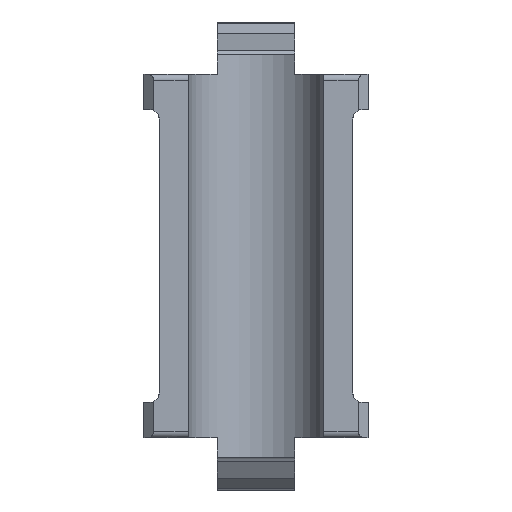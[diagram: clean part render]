
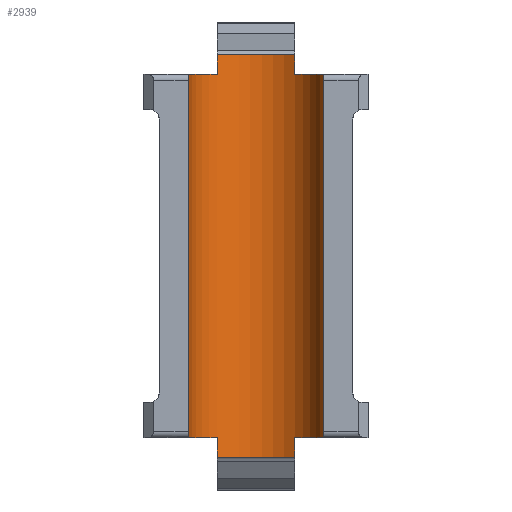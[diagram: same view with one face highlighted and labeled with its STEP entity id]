
A CAD part, front view. The second image highlights one B-rep face of the part: STEP entity #2939.
In plain terms, the highlighted cylindrical face has radius 3.5 mm (diameter 7 mm), a partial arc.
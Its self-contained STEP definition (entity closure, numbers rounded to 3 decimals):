
#325 = AXIS2_PLACEMENT_3D ( 'NONE', #2202, #14627, #17240 ) ;
#446 = CARTESIAN_POINT ( 'NONE',  ( 0., -2., -9.4 ) ) ;
#536 = EDGE_CURVE ( 'NONE', #7155, #10891, #11783, .T. ) ;
#686 = CARTESIAN_POINT ( 'NONE',  ( 0., -2., 10.4 ) ) ;
#701 = CARTESIAN_POINT ( 'NONE',  ( 3.5, -2., 9.4 ) ) ;
#807 = VERTEX_POINT ( 'NONE', #14457 ) ;
#895 = VERTEX_POINT ( 'NONE', #6829 ) ;
#1041 = ORIENTED_EDGE ( 'NONE', *, *, #5083, .F. ) ;
#1106 = DIRECTION ( 'NONE',  ( 0., 0., 1. ) ) ;
#1464 = CARTESIAN_POINT ( 'NONE',  ( 2., 0.872, -10.4 ) ) ;
#1562 = AXIS2_PLACEMENT_3D ( 'NONE', #12585, #7122, #12767 ) ;
#1591 = CIRCLE ( 'NONE', #14266, 3.5 ) ;
#1656 = VECTOR ( 'NONE', #2225, 1000. ) ;
#1771 = CIRCLE ( 'NONE', #325, 3.5 ) ;
#2202 = CARTESIAN_POINT ( 'NONE',  ( 0., -2., 9.4 ) ) ;
#2225 = DIRECTION ( 'NONE',  ( 0., 0., 1. ) ) ;
#2420 = CARTESIAN_POINT ( 'NONE',  ( -2., 0.872, 9.4 ) ) ;
#2467 = DIRECTION ( 'NONE',  ( 1., 0., 0. ) ) ;
#2485 = EDGE_CURVE ( 'NONE', #16839, #12452, #1591, .T. ) ;
#2635 = VERTEX_POINT ( 'NONE', #9385 ) ;
#2833 = LINE ( 'NONE', #9209, #17027 ) ;
#2842 = CARTESIAN_POINT ( 'NONE',  ( -3.5, -2., 11.848 ) ) ;
#2939 = ADVANCED_FACE ( 'NONE', ( #3753 ), #14105, .F. ) ;
#3091 = ORIENTED_EDGE ( 'NONE', *, *, #12866, .F. ) ;
#3116 = VERTEX_POINT ( 'NONE', #701 ) ;
#3522 = ORIENTED_EDGE ( 'NONE', *, *, #11977, .T. ) ;
#3753 = FACE_OUTER_BOUND ( 'NONE', #11054, .T. ) ;
#4032 = AXIS2_PLACEMENT_3D ( 'NONE', #686, #4849, #10348 ) ;
#4849 = DIRECTION ( 'NONE',  ( 0., 0., 1. ) ) ;
#5083 = EDGE_CURVE ( 'NONE', #12452, #807, #6278, .T. ) ;
#5355 = AXIS2_PLACEMENT_3D ( 'NONE', #13676, #15056, #5416 ) ;
#5416 = DIRECTION ( 'NONE',  ( -1., 0., 0. ) ) ;
#5659 = LINE ( 'NONE', #10401, #10396 ) ;
#5752 = VERTEX_POINT ( 'NONE', #1464 ) ;
#6180 = VECTOR ( 'NONE', #1106, 1000. ) ;
#6278 = LINE ( 'NONE', #2842, #13586 ) ;
#6426 = CARTESIAN_POINT ( 'NONE',  ( -2., 0.872, 10.4 ) ) ;
#6427 = CARTESIAN_POINT ( 'NONE',  ( 3.5, -2., 11.848 ) ) ;
#6548 = DIRECTION ( 'NONE',  ( 0., 0., 1. ) ) ;
#6761 = ORIENTED_EDGE ( 'NONE', *, *, #8748, .F. ) ;
#6829 = CARTESIAN_POINT ( 'NONE',  ( 2., 0.872, -9.4 ) ) ;
#6967 = ORIENTED_EDGE ( 'NONE', *, *, #15385, .F. ) ;
#7122 = DIRECTION ( 'NONE',  ( 0., 0., -1. ) ) ;
#7155 = VERTEX_POINT ( 'NONE', #14932 ) ;
#7194 = EDGE_CURVE ( 'NONE', #2635, #5752, #10085, .T. ) ;
#7527 = ORIENTED_EDGE ( 'NONE', *, *, #2485, .F. ) ;
#7719 = AXIS2_PLACEMENT_3D ( 'NONE', #446, #15342, #8570 ) ;
#8082 = AXIS2_PLACEMENT_3D ( 'NONE', #14903, #17697, #16216 ) ;
#8570 = DIRECTION ( 'NONE',  ( 1., 0., 0. ) ) ;
#8748 = EDGE_CURVE ( 'NONE', #895, #5752, #5659, .T. ) ;
#8810 = ORIENTED_EDGE ( 'NONE', *, *, #16719, .T. ) ;
#9209 = CARTESIAN_POINT ( 'NONE',  ( -2., 0.872, 9.4 ) ) ;
#9210 = LINE ( 'NONE', #17507, #6180 ) ;
#9382 = VERTEX_POINT ( 'NONE', #17719 ) ;
#9385 = CARTESIAN_POINT ( 'NONE',  ( -2., 0.872, -10.4 ) ) ;
#9435 = CARTESIAN_POINT ( 'NONE',  ( 2., 0.872, 10.4 ) ) ;
#9731 = CIRCLE ( 'NONE', #8082, 3.5 ) ;
#9783 = ORIENTED_EDGE ( 'NONE', *, *, #16827, .F. ) ;
#10085 = CIRCLE ( 'NONE', #5355, 3.5 ) ;
#10141 = VERTEX_POINT ( 'NONE', #2420 ) ;
#10348 = DIRECTION ( 'NONE',  ( 1., 0., 0. ) ) ;
#10396 = VECTOR ( 'NONE', #12194, 1000. ) ;
#10401 = CARTESIAN_POINT ( 'NONE',  ( 2., 0.872, -9.4 ) ) ;
#10517 = CARTESIAN_POINT ( 'NONE',  ( 0., -2., -9.4 ) ) ;
#10602 = VERTEX_POINT ( 'NONE', #6426 ) ;
#10891 = VERTEX_POINT ( 'NONE', #16713 ) ;
#11054 = EDGE_LOOP ( 'NONE', ( #3522, #16688, #13768, #8810, #6967, #9783, #1041, #7527, #3091, #16002, #6761, #12748 ) ) ;
#11783 = LINE ( 'NONE', #9435, #14571 ) ;
#11977 = EDGE_CURVE ( 'NONE', #9382, #3116, #16310, .T. ) ;
#11979 = CARTESIAN_POINT ( 'NONE',  ( -3.5, -2., -9.4 ) ) ;
#12194 = DIRECTION ( 'NONE',  ( 0., 0., -1. ) ) ;
#12452 = VERTEX_POINT ( 'NONE', #11979 ) ;
#12585 = CARTESIAN_POINT ( 'NONE',  ( 0., -2., 11.848 ) ) ;
#12667 = DIRECTION ( 'NONE',  ( 0., 0., 1. ) ) ;
#12748 = ORIENTED_EDGE ( 'NONE', *, *, #15091, .F. ) ;
#12767 = DIRECTION ( 'NONE',  ( -1., 0., 0. ) ) ;
#12866 = EDGE_CURVE ( 'NONE', #2635, #16839, #9210, .T. ) ;
#13586 = VECTOR ( 'NONE', #12667, 1000. ) ;
#13599 = CIRCLE ( 'NONE', #4032, 3.5 ) ;
#13676 = CARTESIAN_POINT ( 'NONE',  ( 0., -2., -10.4 ) ) ;
#13768 = ORIENTED_EDGE ( 'NONE', *, *, #536, .F. ) ;
#14071 = CIRCLE ( 'NONE', #7719, 3.5 ) ;
#14105 = CYLINDRICAL_SURFACE ( 'NONE', #1562, 3.5 ) ;
#14266 = AXIS2_PLACEMENT_3D ( 'NONE', #10517, #6548, #2467 ) ;
#14457 = CARTESIAN_POINT ( 'NONE',  ( -3.5, -2., 9.4 ) ) ;
#14571 = VECTOR ( 'NONE', #16488, 1000. ) ;
#14627 = DIRECTION ( 'NONE',  ( 0., 0., -1. ) ) ;
#14779 = DIRECTION ( 'NONE',  ( 0., 0., 1. ) ) ;
#14862 = EDGE_CURVE ( 'NONE', #10891, #3116, #1771, .T. ) ;
#14903 = CARTESIAN_POINT ( 'NONE',  ( 0., -2., 9.4 ) ) ;
#14932 = CARTESIAN_POINT ( 'NONE',  ( 2., 0.872, 10.4 ) ) ;
#15056 = DIRECTION ( 'NONE',  ( 0., 0., -1. ) ) ;
#15091 = EDGE_CURVE ( 'NONE', #9382, #895, #14071, .T. ) ;
#15342 = DIRECTION ( 'NONE',  ( 0., 0., 1. ) ) ;
#15385 = EDGE_CURVE ( 'NONE', #10141, #10602, #2833, .T. ) ;
#16002 = ORIENTED_EDGE ( 'NONE', *, *, #7194, .T. ) ;
#16216 = DIRECTION ( 'NONE',  ( -1., 0., 0. ) ) ;
#16268 = CARTESIAN_POINT ( 'NONE',  ( -2., 0.872, -9.4 ) ) ;
#16310 = LINE ( 'NONE', #6427, #1656 ) ;
#16488 = DIRECTION ( 'NONE',  ( 0., 0., -1. ) ) ;
#16688 = ORIENTED_EDGE ( 'NONE', *, *, #14862, .F. ) ;
#16713 = CARTESIAN_POINT ( 'NONE',  ( 2., 0.872, 9.4 ) ) ;
#16719 = EDGE_CURVE ( 'NONE', #7155, #10602, #13599, .T. ) ;
#16827 = EDGE_CURVE ( 'NONE', #807, #10141, #9731, .T. ) ;
#16839 = VERTEX_POINT ( 'NONE', #16268 ) ;
#17027 = VECTOR ( 'NONE', #14779, 1000. ) ;
#17240 = DIRECTION ( 'NONE',  ( -1., 0., 0. ) ) ;
#17507 = CARTESIAN_POINT ( 'NONE',  ( -2., 0.872, -10.4 ) ) ;
#17697 = DIRECTION ( 'NONE',  ( 0., 0., -1. ) ) ;
#17719 = CARTESIAN_POINT ( 'NONE',  ( 3.5, -2., -9.4 ) ) ;
